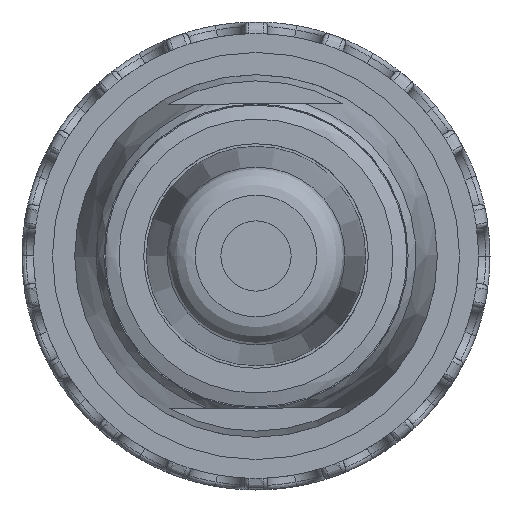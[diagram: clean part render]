
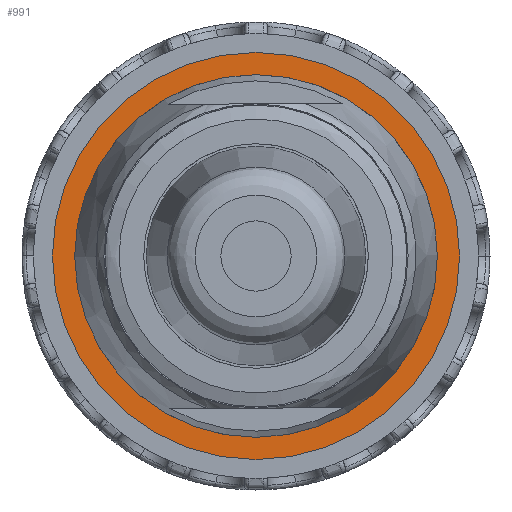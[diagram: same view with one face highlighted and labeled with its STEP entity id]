
A CAD part, left-side view. The second image highlights one B-rep face of the part: STEP entity #991.
In plain terms, the highlighted planar face has unit normal (-1, 0, 0).
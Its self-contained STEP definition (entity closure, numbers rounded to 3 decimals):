
#991=ADVANCED_FACE('4-0-161',(#1395,#1396),#1298,.T.);
#1298=PLANE('',#5663);
#1395=FACE_BOUND('',#1511,.T.);
#1396=FACE_BOUND('',#1512,.T.);
#1511=EDGE_LOOP('',(#2404));
#1512=EDGE_LOOP('',(#2405));
#1807=CIRCLE('',#5626,7.75);
#1826=CIRCLE('',#5662,8.7);
#2404=ORIENTED_EDGE('',*,*,#4414,.T.);
#2405=ORIENTED_EDGE('',*,*,#4441,.T.);
#3821=VERTEX_POINT('',#7604);
#3842=VERTEX_POINT('',#7754);
#4414=EDGE_CURVE('',#3821,#3821,#1807,.T.);
#4441=EDGE_CURVE('',#3842,#3842,#1826,.T.);
#5626=AXIS2_PLACEMENT_3D('',#7603,#6286,#6287);
#5662=AXIS2_PLACEMENT_3D('',#7753,#6360,#6361);
#5663=AXIS2_PLACEMENT_3D('',#7755,#6362,#6363);
#6286=DIRECTION('',(1.,0.,0.));
#6287=DIRECTION('',(0.,0.,1.));
#6360=DIRECTION('',(-1.,0.,0.));
#6361=DIRECTION('',(0.,-0.866,-0.5));
#6362=DIRECTION('',(-1.,0.,0.));
#6363=DIRECTION('',(0.,0.866,0.5));
#7603=CARTESIAN_POINT('',(0.,0.,0.));
#7604=CARTESIAN_POINT('',(0.,0.,7.75));
#7753=CARTESIAN_POINT('',(0.,0.,0.));
#7754=CARTESIAN_POINT('',(0.,-7.534,-4.35));
#7755=CARTESIAN_POINT('',(0.,-13.073,3.503));
